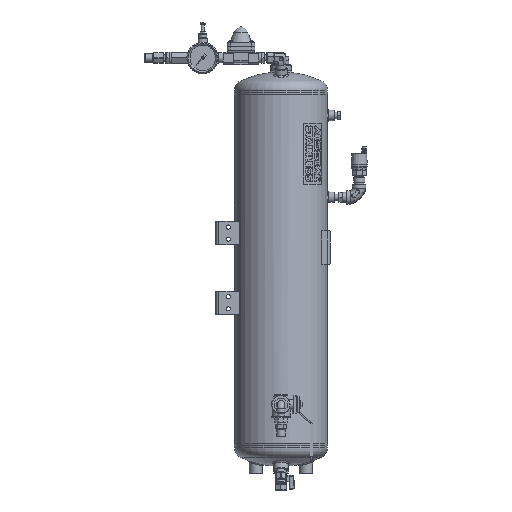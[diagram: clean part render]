
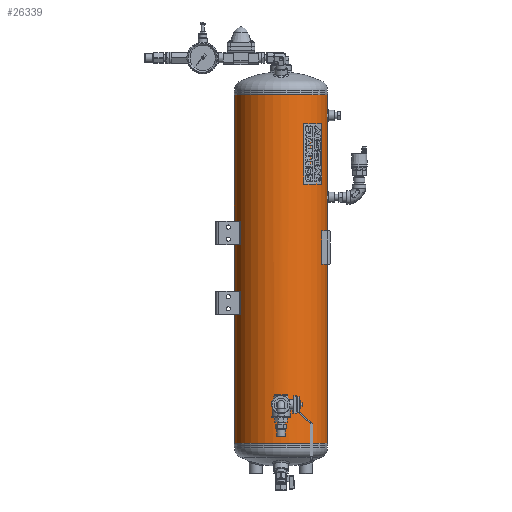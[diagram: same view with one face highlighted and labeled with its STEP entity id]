
A CAD part, left-side view. The second image highlights one B-rep face of the part: STEP entity #26339.
In plain terms, the highlighted cylindrical face has radius 100 mm (diameter 200 mm), a partial arc.
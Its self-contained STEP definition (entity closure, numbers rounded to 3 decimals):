
#1606=B_SPLINE_CURVE_WITH_KNOTS('',3,(#46140,#46141,#46142,#46143,#46144,
#46145,#46146,#46147,#46148,#46149,#46150,#46151,#46152,#46153,#46154,#46155,
#46156,#46157,#46158),.UNSPECIFIED.,.T.,.F.,(1,1,1,1,1,1,1,1,1,1,1,1,1,
1,1,1,1,1,1,1,1,1,1),(-0.012,-0.008,-0.004,
0.,0.004,0.008,0.012,
0.016,0.02,0.023,0.027,
0.031,0.035,0.039,0.043,
0.047,0.051,0.055,0.059,
0.063,0.066,0.07,0.074),
 .UNSPECIFIED.);
#1607=B_SPLINE_CURVE_WITH_KNOTS('',3,(#46160,#46161,#46162,#46163,#46164,
#46165,#46166,#46167,#46168,#46169,#46170,#46171,#46172,#46173,#46174,#46175,
#46176,#46177,#46178),.UNSPECIFIED.,.T.,.F.,(1,1,1,1,1,1,1,1,1,1,1,1,1,
1,1,1,1,1,1,1,1,1,1),(-0.012,-0.008,-0.004,
0.,0.004,0.008,0.012,0.016,
0.02,0.023,0.027,0.031,
0.035,0.039,0.043,0.047,
0.051,0.055,0.059,0.063,
0.066,0.07,0.074),.UNSPECIFIED.);
#1608=B_SPLINE_CURVE_WITH_KNOTS('',3,(#46180,#46181,#46182,#46183,#46184,
#46185,#46186,#46187,#46188,#46189,#46190,#46191,#46192,#46193,#46194,#46195,
#46196,#46197,#46198),.UNSPECIFIED.,.T.,.F.,(1,1,1,1,1,1,1,1,1,1,1,1,1,
1,1,1,1,1,1,1,1,1,1),(-0.018,-0.012,-0.006,
0.,0.006,0.012,0.018,
0.023,0.029,0.035,0.041,
0.047,0.053,0.059,0.065,
0.07,0.076,0.082,0.088,
0.094,0.1,0.106,0.112),
 .UNSPECIFIED.);
#3247=LINE('',#46200,#4338);
#3248=LINE('',#46205,#4339);
#4338=VECTOR('',#39556,1000.);
#4339=VECTOR('',#39559,1000.);
#5434=ORIENTED_EDGE('',*,*,#13034,.T.);
#5435=ORIENTED_EDGE('',*,*,#13035,.T.);
#5436=ORIENTED_EDGE('',*,*,#13036,.T.);
#5437=ORIENTED_EDGE('',*,*,#13037,.T.);
#5438=ORIENTED_EDGE('',*,*,#13038,.T.);
#5439=ORIENTED_EDGE('',*,*,#13039,.F.);
#5440=ORIENTED_EDGE('',*,*,#13040,.F.);
#13034=EDGE_CURVE('',#16834,#16834,#1606,.T.);
#13035=EDGE_CURVE('',#16835,#16835,#1607,.T.);
#13036=EDGE_CURVE('',#16836,#16836,#1608,.T.);
#13037=EDGE_CURVE('',#16837,#16838,#3247,.T.);
#13038=EDGE_CURVE('',#16838,#16839,#19664,.T.);
#13039=EDGE_CURVE('',#16840,#16839,#3248,.T.);
#13040=EDGE_CURVE('',#16837,#16840,#19665,.T.);
#16834=VERTEX_POINT('',#46159);
#16835=VERTEX_POINT('',#46179);
#16836=VERTEX_POINT('',#46199);
#16837=VERTEX_POINT('',#46201);
#16838=VERTEX_POINT('',#46202);
#16839=VERTEX_POINT('',#46204);
#16840=VERTEX_POINT('',#46206);
#19664=CIRCLE('',#36832,100.);
#19665=CIRCLE('',#36833,100.);
#20713=EDGE_LOOP('',(#5434));
#20714=EDGE_LOOP('',(#5435));
#20715=EDGE_LOOP('',(#5436));
#20716=EDGE_LOOP('',(#5437,#5438,#5439,#5440));
#23259=FACE_BOUND('',#20713,.T.);
#23260=FACE_BOUND('',#20714,.T.);
#23261=FACE_BOUND('',#20715,.T.);
#23262=FACE_BOUND('',#20716,.T.);
#25807=CYLINDRICAL_SURFACE('',#36831,100.);
#26339=ADVANCED_FACE('',(#23259,#23260,#23261,#23262),#25807,.T.);
#36831=AXIS2_PLACEMENT_3D('',#46139,#39554,#39555);
#36832=AXIS2_PLACEMENT_3D('',#46203,#39557,#39558);
#36833=AXIS2_PLACEMENT_3D('',#46207,#39560,#39561);
#39554=DIRECTION('',(0.,-1.,0.));
#39555=DIRECTION('',(0.,0.,-1.));
#39556=DIRECTION('',(0.,-1.,0.));
#39557=DIRECTION('',(0.,1.,0.));
#39558=DIRECTION('',(1.,0.,0.));
#39559=DIRECTION('',(0.,-1.,0.));
#39560=DIRECTION('',(0.,1.,0.));
#39561=DIRECTION('',(1.,0.,0.));
#46139=CARTESIAN_POINT('',(0.,750.,0.));
#46140=CARTESIAN_POINT('',(-9.473,48.444,-99.554));
#46141=CARTESIAN_POINT('',(-10.262,44.497,-99.471));
#46142=CARTESIAN_POINT('',(-9.477,40.569,-99.553));
#46143=CARTESIAN_POINT('',(-7.254,37.244,-99.75));
#46144=CARTESIAN_POINT('',(-3.93,35.023,-99.946));
#46145=CARTESIAN_POINT('',(-0.006,34.24,-100.027));
#46146=CARTESIAN_POINT('',(3.922,35.019,-99.946));
#46147=CARTESIAN_POINT('',(7.252,37.242,-99.75));
#46148=CARTESIAN_POINT('',(9.478,40.57,-99.553));
#46149=CARTESIAN_POINT('',(10.26,44.496,-99.472));
#46150=CARTESIAN_POINT('',(9.481,48.422,-99.553));
#46151=CARTESIAN_POINT('',(7.262,51.747,-99.749));
#46152=CARTESIAN_POINT('',(3.94,53.974,-99.945));
#46153=CARTESIAN_POINT('',(0.01,54.761,-100.027));
#46154=CARTESIAN_POINT('',(-3.923,53.981,-99.946));
#46155=CARTESIAN_POINT('',(-7.249,51.759,-99.75));
#46156=CARTESIAN_POINT('',(-9.473,48.444,-99.554));
#46157=CARTESIAN_POINT('',(-10.262,44.497,-99.471));
#46158=CARTESIAN_POINT('',(-9.477,40.569,-99.553));
#46159=CARTESIAN_POINT('',(-10.,44.5,-99.499));
#46160=CARTESIAN_POINT('',(-9.473,224.444,-99.554));
#46161=CARTESIAN_POINT('',(-10.262,220.497,-99.471));
#46162=CARTESIAN_POINT('',(-9.477,216.569,-99.553));
#46163=CARTESIAN_POINT('',(-7.254,213.244,-99.75));
#46164=CARTESIAN_POINT('',(-3.93,211.023,-99.946));
#46165=CARTESIAN_POINT('',(-0.006,210.24,-100.027));
#46166=CARTESIAN_POINT('',(3.922,211.019,-99.946));
#46167=CARTESIAN_POINT('',(7.252,213.242,-99.75));
#46168=CARTESIAN_POINT('',(9.478,216.57,-99.553));
#46169=CARTESIAN_POINT('',(10.26,220.496,-99.472));
#46170=CARTESIAN_POINT('',(9.481,224.422,-99.553));
#46171=CARTESIAN_POINT('',(7.262,227.747,-99.749));
#46172=CARTESIAN_POINT('',(3.94,229.974,-99.945));
#46173=CARTESIAN_POINT('',(0.01,230.761,-100.027));
#46174=CARTESIAN_POINT('',(-3.923,229.981,-99.946));
#46175=CARTESIAN_POINT('',(-7.249,227.759,-99.75));
#46176=CARTESIAN_POINT('',(-9.473,224.444,-99.554));
#46177=CARTESIAN_POINT('',(-10.262,220.497,-99.471));
#46178=CARTESIAN_POINT('',(-9.477,216.569,-99.553));
#46179=CARTESIAN_POINT('',(-10.,220.5,-99.499));
#46180=CARTESIAN_POINT('',(-98.994,672.42,14.208));
#46181=CARTESIAN_POINT('',(-98.806,666.495,15.395));
#46182=CARTESIAN_POINT('',(-98.993,660.6,14.214));
#46183=CARTESIAN_POINT('',(-99.436,655.617,10.88));
#46184=CARTESIAN_POINT('',(-99.878,652.286,5.9));
#46185=CARTESIAN_POINT('',(-100.061,651.109,0.009));
#46186=CARTESIAN_POINT('',(-99.879,652.279,-5.887));
#46187=CARTESIAN_POINT('',(-99.437,655.615,-10.879));
#46188=CARTESIAN_POINT('',(-98.992,660.601,-14.215));
#46189=CARTESIAN_POINT('',(-98.807,666.494,-15.391));
#46190=CARTESIAN_POINT('',(-98.992,672.387,-14.219));
#46191=CARTESIAN_POINT('',(-99.435,677.371,-10.892));
#46192=CARTESIAN_POINT('',(-99.877,680.709,-5.914));
#46193=CARTESIAN_POINT('',(-100.061,681.893,-0.013));
#46194=CARTESIAN_POINT('',(-99.878,680.72,5.889));
#46195=CARTESIAN_POINT('',(-99.437,677.387,10.874));
#46196=CARTESIAN_POINT('',(-98.994,672.42,14.208));
#46197=CARTESIAN_POINT('',(-98.806,666.495,15.395));
#46198=CARTESIAN_POINT('',(-98.993,660.6,14.214));
#46199=CARTESIAN_POINT('',(-98.869,666.5,15.));
#46200=CARTESIAN_POINT('',(0.254,801.561,100.));
#46201=CARTESIAN_POINT('',(0.254,750.,100.));
#46202=CARTESIAN_POINT('',(0.254,0.,100.));
#46203=CARTESIAN_POINT('',(0.,0.,0.));
#46204=CARTESIAN_POINT('',(-0.254,0.,100.));
#46205=CARTESIAN_POINT('',(-0.254,801.561,100.));
#46206=CARTESIAN_POINT('',(-0.254,750.,100.));
#46207=CARTESIAN_POINT('',(0.,750.,0.));
